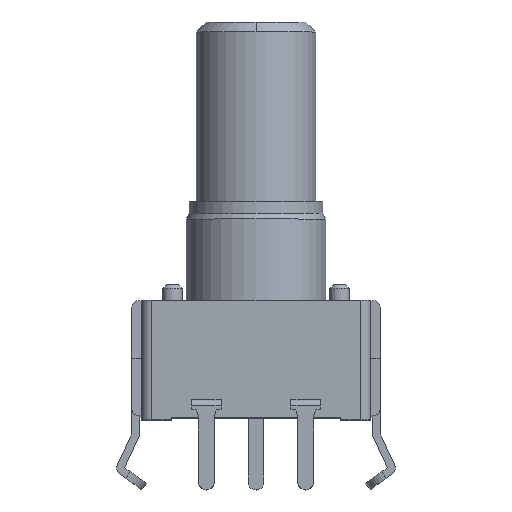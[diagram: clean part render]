
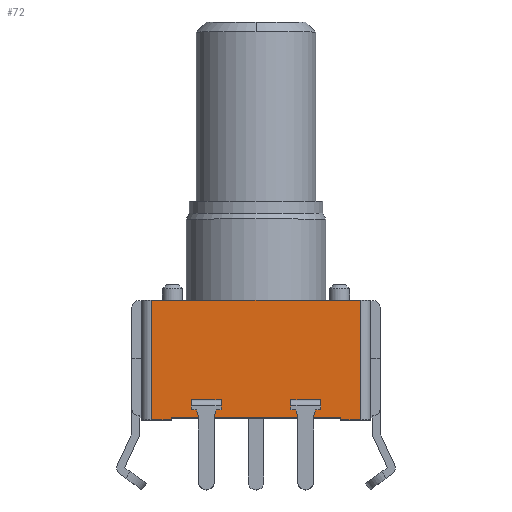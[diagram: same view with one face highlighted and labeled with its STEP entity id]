
A CAD part, top view. The second image highlights one B-rep face of the part: STEP entity #72.
In plain terms, the highlighted planar face has unit normal (0, 0, 1).
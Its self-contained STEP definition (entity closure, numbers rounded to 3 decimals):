
#72=ADVANCED_FACE('',(#302,#303,#304),#305,.T.);
#302=FACE_OUTER_BOUND('',#709,.T.);
#303=FACE_BOUND('',#710,.T.);
#304=FACE_BOUND('',#711,.T.);
#305=PLANE('',#712);
#709=EDGE_LOOP('',(#1278,#1279,#1280,#1281,#1282,#1283,#1284,#1285));
#710=EDGE_LOOP('',(#1286,#1287,#1288,#1289));
#711=EDGE_LOOP('',(#1290,#1291,#1292,#1293));
#712=AXIS2_PLACEMENT_3D('',#1294,#1295,#1296);
#1278=ORIENTED_EDGE('',*,*,#2836,.T.);
#1279=ORIENTED_EDGE('',*,*,#2837,.F.);
#1280=ORIENTED_EDGE('',*,*,#2835,.T.);
#1281=ORIENTED_EDGE('',*,*,#2826,.T.);
#1282=ORIENTED_EDGE('',*,*,#2838,.T.);
#1283=ORIENTED_EDGE('',*,*,#2839,.F.);
#1284=ORIENTED_EDGE('',*,*,#2840,.F.);
#1285=ORIENTED_EDGE('',*,*,#2841,.F.);
#1286=ORIENTED_EDGE('',*,*,#2842,.F.);
#1287=ORIENTED_EDGE('',*,*,#2843,.T.);
#1288=ORIENTED_EDGE('',*,*,#2844,.T.);
#1289=ORIENTED_EDGE('',*,*,#2845,.F.);
#1290=ORIENTED_EDGE('',*,*,#2846,.F.);
#1291=ORIENTED_EDGE('',*,*,#2847,.T.);
#1292=ORIENTED_EDGE('',*,*,#2848,.T.);
#1293=ORIENTED_EDGE('',*,*,#2849,.F.);
#1294=CARTESIAN_POINT('',(-5.75,0.0,6.7));
#1295=DIRECTION('',(0.0,0.0,1.0));
#1296=DIRECTION('',(1.0,-0.0,0.0));
#2826=EDGE_CURVE('',#3449,#3447,#3450,.T.);
#2835=EDGE_CURVE('',#3457,#3449,#3461,.T.);
#2836=EDGE_CURVE('',#3462,#3463,#3464,.T.);
#2837=EDGE_CURVE('',#3457,#3463,#3465,.T.);
#2838=EDGE_CURVE('',#3447,#3466,#3467,.T.);
#2839=EDGE_CURVE('',#3468,#3466,#3469,.T.);
#2840=EDGE_CURVE('',#3470,#3468,#3471,.T.);
#2841=EDGE_CURVE('',#3462,#3470,#3472,.T.);
#2842=EDGE_CURVE('',#3473,#3474,#3475,.T.);
#2843=EDGE_CURVE('',#3473,#3476,#3477,.T.);
#2844=EDGE_CURVE('',#3476,#3478,#3479,.T.);
#2845=EDGE_CURVE('',#3474,#3478,#3480,.T.);
#2846=EDGE_CURVE('',#3481,#3482,#3483,.T.);
#2847=EDGE_CURVE('',#3481,#3484,#3485,.T.);
#2848=EDGE_CURVE('',#3484,#3486,#3487,.T.);
#2849=EDGE_CURVE('',#3482,#3486,#3488,.T.);
#3447=VERTEX_POINT('',#4405);
#3449=VERTEX_POINT('',#4407);
#3450=LINE('',#4408,#4409);
#3457=VERTEX_POINT('',#4416);
#3461=LINE('',#4421,#4422);
#3462=VERTEX_POINT('',#4423);
#3463=VERTEX_POINT('',#4424);
#3464=LINE('',#4425,#4426);
#3465=LINE('',#4427,#4428);
#3466=VERTEX_POINT('',#4429);
#3467=LINE('',#4430,#4431);
#3468=VERTEX_POINT('',#4432);
#3469=LINE('',#4433,#4434);
#3470=VERTEX_POINT('',#4435);
#3471=LINE('',#4436,#4437);
#3472=LINE('',#4438,#4439);
#3473=VERTEX_POINT('',#4440);
#3474=VERTEX_POINT('',#4441);
#3475=LINE('',#4442,#4443);
#3476=VERTEX_POINT('',#4444);
#3477=LINE('',#4445,#4446);
#3478=VERTEX_POINT('',#4447);
#3479=LINE('',#4448,#4449);
#3480=LINE('',#4450,#4451);
#3481=VERTEX_POINT('',#4452);
#3482=VERTEX_POINT('',#4453);
#3483=LINE('',#4454,#4455);
#3484=VERTEX_POINT('',#4456);
#3485=LINE('',#4457,#4458);
#3486=VERTEX_POINT('',#4459);
#3487=LINE('',#4460,#4461);
#3488=LINE('',#4462,#4463);
#4405=CARTESIAN_POINT('',(-5.25,6.,6.7));
#4407=CARTESIAN_POINT('',(5.25,6.,6.7));
#4408=CARTESIAN_POINT('',(5.25,6.,6.7));
#4409=VECTOR('',#5644,10.5);
#4416=CARTESIAN_POINT('',(5.25,0.0,6.7));
#4421=CARTESIAN_POINT('',(5.25,0.0,6.7));
#4422=VECTOR('',#5667,6.);
#4423=CARTESIAN_POINT('',(4.25,0.1,6.7));
#4424=CARTESIAN_POINT('',(4.25,0.0,6.7));
#4425=CARTESIAN_POINT('',(4.25,0.1,6.7));
#4426=VECTOR('',#5668,0.1);
#4427=CARTESIAN_POINT('',(5.25,0.0,6.7));
#4428=VECTOR('',#5669,1.0);
#4429=CARTESIAN_POINT('',(-5.25,0.0,6.7));
#4430=CARTESIAN_POINT('',(-5.25,6.,6.7));
#4431=VECTOR('',#5670,6.);
#4432=CARTESIAN_POINT('',(-4.25,0.0,6.7));
#4433=CARTESIAN_POINT('',(-4.25,0.0,6.7));
#4434=VECTOR('',#5671,1.0);
#4435=CARTESIAN_POINT('',(-4.25,0.1,6.7));
#4436=CARTESIAN_POINT('',(-4.25,0.1,6.7));
#4437=VECTOR('',#5672,0.1);
#4438=CARTESIAN_POINT('',(4.25,0.1,6.7));
#4439=VECTOR('',#5673,8.5);
#4440=CARTESIAN_POINT('',(-1.75,0.7,6.7));
#4441=CARTESIAN_POINT('',(-1.75,1.,6.7));
#4442=CARTESIAN_POINT('',(-1.75,0.7,6.7));
#4443=VECTOR('',#5674,0.3);
#4444=CARTESIAN_POINT('',(-3.25,0.7,6.7));
#4445=CARTESIAN_POINT('',(-1.75,0.7,6.7));
#4446=VECTOR('',#5675,1.5);
#4447=CARTESIAN_POINT('',(-3.25,1.,6.7));
#4448=CARTESIAN_POINT('',(-3.25,0.7,6.7));
#4449=VECTOR('',#5676,0.3);
#4450=CARTESIAN_POINT('',(-1.75,1.,6.7));
#4451=VECTOR('',#5677,1.5);
#4452=CARTESIAN_POINT('',(3.25,0.7,6.7));
#4453=CARTESIAN_POINT('',(3.25,1.,6.7));
#4454=CARTESIAN_POINT('',(3.25,0.7,6.7));
#4455=VECTOR('',#5678,0.3);
#4456=CARTESIAN_POINT('',(1.75,0.7,6.7));
#4457=CARTESIAN_POINT('',(3.25,0.7,6.7));
#4458=VECTOR('',#5679,1.5);
#4459=CARTESIAN_POINT('',(1.75,1.,6.7));
#4460=CARTESIAN_POINT('',(1.75,0.7,6.7));
#4461=VECTOR('',#5680,0.3);
#4462=CARTESIAN_POINT('',(3.25,1.,6.7));
#4463=VECTOR('',#5681,1.5);
#5644=DIRECTION('',(-1.0,0.0,0.0));
#5667=DIRECTION('',(0.0,1.0,0.0));
#5668=DIRECTION('',(0.0,-1.0,0.0));
#5669=DIRECTION('',(-1.0,0.0,0.0));
#5670=DIRECTION('',(0.0,-1.0,0.0));
#5671=DIRECTION('',(-1.0,0.0,0.0));
#5672=DIRECTION('',(0.0,-1.0,0.0));
#5673=DIRECTION('',(-1.0,0.0,0.0));
#5674=DIRECTION('',(0.0,1.0,0.0));
#5675=DIRECTION('',(-1.0,0.0,0.0));
#5676=DIRECTION('',(0.0,1.0,0.0));
#5677=DIRECTION('',(-1.0,0.0,0.0));
#5678=DIRECTION('',(0.0,1.0,0.0));
#5679=DIRECTION('',(-1.0,0.0,0.0));
#5680=DIRECTION('',(0.0,1.0,0.0));
#5681=DIRECTION('',(-1.0,0.0,0.0));
